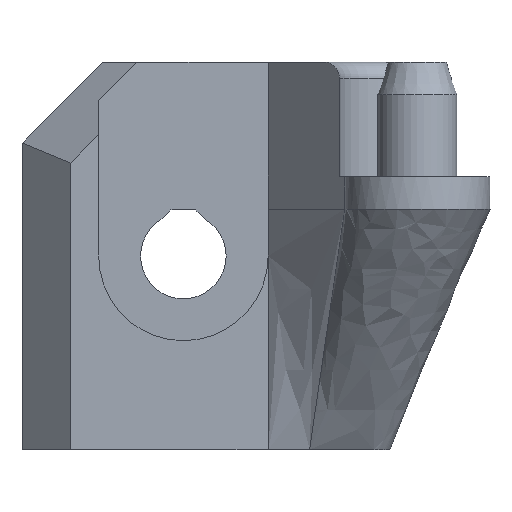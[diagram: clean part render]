
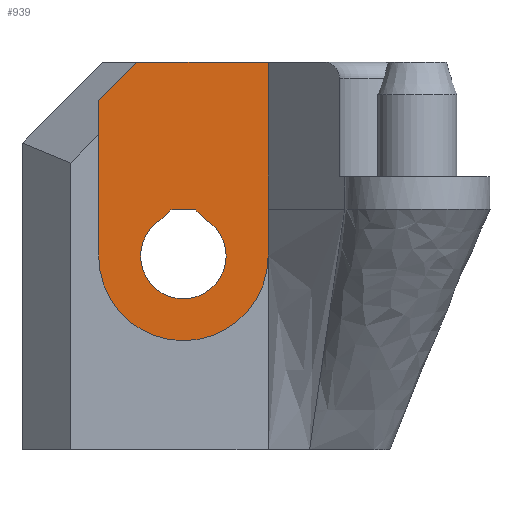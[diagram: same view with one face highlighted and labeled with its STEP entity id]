
A CAD part, left-side view. The second image highlights one B-rep face of the part: STEP entity #939.
In plain terms, the highlighted planar face has unit normal (-1, 0, 0).
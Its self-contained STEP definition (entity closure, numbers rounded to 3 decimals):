
#17=FACE_BOUND('',#379,.T.);
#32=CIRCLE('',#1022,5.25);
#33=CIRCLE('',#1023,2.65);
#117=LINE('',#1550,#220);
#125=LINE('',#1564,#228);
#135=LINE('',#1585,#238);
#138=LINE('',#1592,#241);
#139=LINE('',#1595,#242);
#140=LINE('',#1597,#243);
#141=LINE('',#1599,#244);
#220=VECTOR('',#1184,10.);
#228=VECTOR('',#1196,10.);
#238=VECTOR('',#1214,10.);
#241=VECTOR('',#1221,10.);
#242=VECTOR('',#1222,10.);
#243=VECTOR('',#1223,10.);
#244=VECTOR('',#1224,10.);
#283=PLANE('',#1021);
#325=FACE_OUTER_BOUND('',#378,.T.);
#378=EDGE_LOOP('',(#796,#797,#798,#799,#800));
#379=EDGE_LOOP('',(#801,#802,#803,#804));
#471=VERTEX_POINT('',#1547);
#472=VERTEX_POINT('',#1549);
#476=VERTEX_POINT('',#1562);
#483=VERTEX_POINT('',#1584);
#485=VERTEX_POINT('',#1590);
#486=VERTEX_POINT('',#1593);
#487=VERTEX_POINT('',#1594);
#488=VERTEX_POINT('',#1596);
#489=VERTEX_POINT('',#1598);
#579=EDGE_CURVE('',#471,#472,#117,.T.);
#587=EDGE_CURVE('',#471,#476,#125,.T.);
#598=EDGE_CURVE('',#472,#483,#135,.T.);
#601=EDGE_CURVE('',#476,#485,#32,.T.);
#602=EDGE_CURVE('',#485,#483,#138,.T.);
#603=EDGE_CURVE('',#486,#487,#139,.T.);
#604=EDGE_CURVE('',#488,#486,#140,.T.);
#605=EDGE_CURVE('',#489,#488,#141,.T.);
#606=EDGE_CURVE('',#487,#489,#33,.T.);
#796=ORIENTED_EDGE('',*,*,#579,.F.);
#797=ORIENTED_EDGE('',*,*,#587,.T.);
#798=ORIENTED_EDGE('',*,*,#601,.T.);
#799=ORIENTED_EDGE('',*,*,#602,.T.);
#800=ORIENTED_EDGE('',*,*,#598,.F.);
#801=ORIENTED_EDGE('',*,*,#603,.F.);
#802=ORIENTED_EDGE('',*,*,#604,.F.);
#803=ORIENTED_EDGE('',*,*,#605,.F.);
#804=ORIENTED_EDGE('',*,*,#606,.F.);
#939=ADVANCED_FACE('',(#325,#17),#283,.F.);
#1021=AXIS2_PLACEMENT_3D('',#1589,#1217,#1218);
#1022=AXIS2_PLACEMENT_3D('',#1591,#1219,#1220);
#1023=AXIS2_PLACEMENT_3D('',#1600,#1225,#1226);
#1184=DIRECTION('',(0.,-0.707,0.707));
#1196=DIRECTION('',(0.,0.,-1.));
#1214=DIRECTION('',(0.,-1.,0.));
#1217=DIRECTION('center_axis',(1.,0.,0.));
#1218=DIRECTION('ref_axis',(0.,0.,-1.));
#1219=DIRECTION('center_axis',(-1.,0.,0.));
#1220=DIRECTION('ref_axis',(0.,-1.,0.));
#1221=DIRECTION('',(0.,0.,1.));
#1222=DIRECTION('',(0.,0.707,-0.707));
#1223=DIRECTION('',(0.,1.,0.));
#1224=DIRECTION('',(0.,0.707,0.707));
#1225=DIRECTION('center_axis',(-1.,0.,0.));
#1226=DIRECTION('ref_axis',(0.,-1.,0.));
#1547=CARTESIAN_POINT('',(7.,19.75,4.629));
#1549=CARTESIAN_POINT('',(7.,17.379,7.));
#1550=CARTESIAN_POINT('',(7.,19.564,4.814));
#1562=CARTESIAN_POINT('',(7.,19.75,-5.));
#1564=CARTESIAN_POINT('',(7.,19.75,-3.313));
#1584=CARTESIAN_POINT('',(7.,9.25,7.));
#1585=CARTESIAN_POINT('',(7.,12.851,7.));
#1589=CARTESIAN_POINT('Origin',(7.,14.5,-1.625));
#1590=CARTESIAN_POINT('',(7.,9.25,-5.));
#1591=CARTESIAN_POINT('Origin',(7.,14.5,-5.));
#1592=CARTESIAN_POINT('',(7.,9.25,2.688));
#1593=CARTESIAN_POINT('',(7.,15.269,-2.149));
#1594=CARTESIAN_POINT('',(7.,15.825,-2.705));
#1595=CARTESIAN_POINT('',(7.,15.224,-2.104));
#1596=CARTESIAN_POINT('',(7.,13.731,-2.149));
#1597=CARTESIAN_POINT('',(7.,14.884,-2.149));
#1598=CARTESIAN_POINT('',(7.,13.175,-2.705));
#1599=CARTESIAN_POINT('',(7.,14.054,-1.826));
#1600=CARTESIAN_POINT('Origin',(7.,14.5,-5.));
